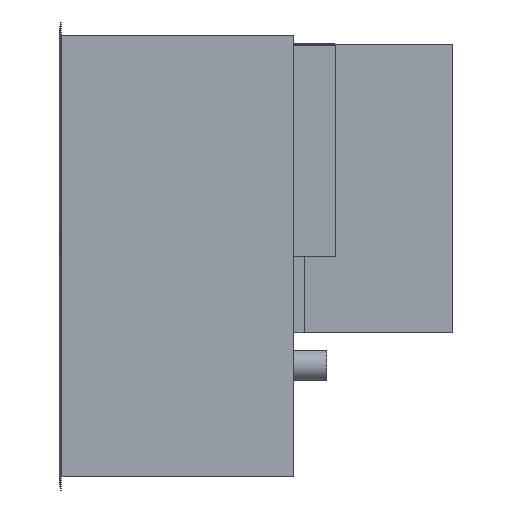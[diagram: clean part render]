
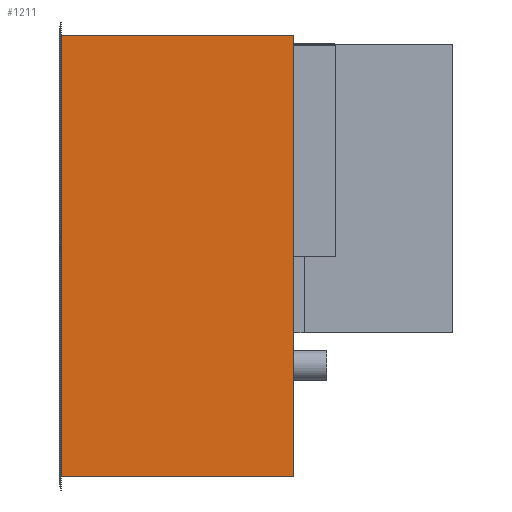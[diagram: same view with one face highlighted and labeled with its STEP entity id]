
A CAD part, left-side view. The second image highlights one B-rep face of the part: STEP entity #1211.
In plain terms, the highlighted planar face has unit normal (-1, 0, 0).
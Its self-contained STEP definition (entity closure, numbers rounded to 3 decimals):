
#93=FACE_OUTER_BOUND('',#164,.T.);
#164=EDGE_LOOP('',(#991,#992,#993,#994));
#305=LINE('',#1906,#459);
#306=LINE('',#1909,#460);
#307=LINE('',#1911,#461);
#308=LINE('',#1912,#462);
#459=VECTOR('',#1569,10.);
#460=VECTOR('',#1572,10.);
#461=VECTOR('',#1573,10.);
#462=VECTOR('',#1574,10.);
#581=VERTEX_POINT('',#1902);
#582=VERTEX_POINT('',#1904);
#583=VERTEX_POINT('',#1908);
#584=VERTEX_POINT('',#1910);
#729=EDGE_CURVE('',#581,#582,#305,.T.);
#730=EDGE_CURVE('',#583,#581,#306,.T.);
#731=EDGE_CURVE('',#584,#582,#307,.T.);
#732=EDGE_CURVE('',#583,#584,#308,.T.);
#991=ORIENTED_EDGE('',*,*,#730,.T.);
#992=ORIENTED_EDGE('',*,*,#729,.T.);
#993=ORIENTED_EDGE('',*,*,#731,.F.);
#994=ORIENTED_EDGE('',*,*,#732,.F.);
#1141=PLANE('',#1313);
#1211=ADVANCED_FACE('',(#93),#1141,.T.);
#1313=AXIS2_PLACEMENT_3D('',#1907,#1570,#1571);
#1569=DIRECTION('',(0.,1.,0.));
#1570=DIRECTION('center_axis',(-1.,0.,0.));
#1571=DIRECTION('ref_axis',(0.,0.,1.));
#1572=DIRECTION('',(0.,0.,1.));
#1573=DIRECTION('',(0.,0.,1.));
#1574=DIRECTION('',(0.,1.,0.));
#1902=CARTESIAN_POINT('',(-845.,0.,367.5));
#1904=CARTESIAN_POINT('',(-845.,387.,367.5));
#1906=CARTESIAN_POINT('',(-845.,0.,367.5));
#1907=CARTESIAN_POINT('Origin',(-845.,0.,-367.5));
#1908=CARTESIAN_POINT('',(-845.,0.,-367.5));
#1909=CARTESIAN_POINT('',(-845.,0.,-367.5));
#1910=CARTESIAN_POINT('',(-845.,387.,-367.5));
#1911=CARTESIAN_POINT('',(-845.,387.,-367.5));
#1912=CARTESIAN_POINT('',(-845.,0.,-367.5));
